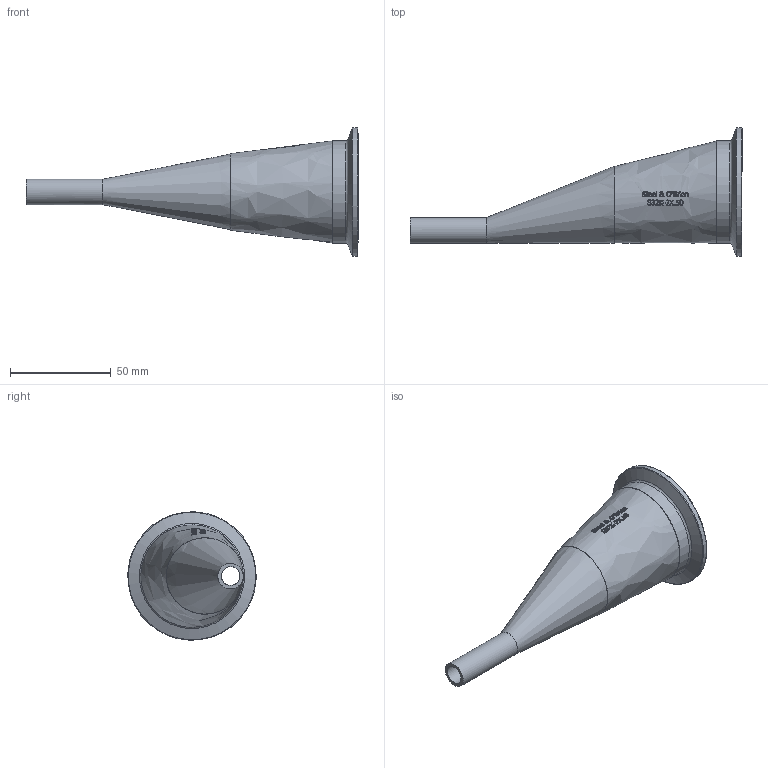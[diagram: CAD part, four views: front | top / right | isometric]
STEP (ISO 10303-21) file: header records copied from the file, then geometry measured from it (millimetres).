
FILE_DESCRIPTION(/* description */ (''),/* implementation_level */ '2;1');
FILE_NAME(/* name */ 'S32K-2X.50.stp',/* time_stamp */ '2018-11-28T09:54:07-05:00',/* author */ ('rick'),/* organization */ (''),/* preprocessor_version */ 'ST-DEVELOPER v15.2',/* originating_system */ 'Autodesk Inventor 2014',/* authorisation */ '');
FILE_SCHEMA (('AUTOMOTIVE_DESIGN { 1 0 10303 214 3 1 1 }'));
Length unit declared in the file: inch
Products named in the file (1): S32K-2X.50
Bounding box: 165.1 x 63.84 x 63.84 mm (x, y, z)
Volume: 28834.7 mm3; surface area: 32902.4 mm2
Topology: 1 solids, 1 shells, 428 faces, 1159 edges, 764 vertices
Faces by surface type: bspline 247, plane 162, torus 9, cone 5, cylinder 5
Full cylindrical faces by diameter (mm): 9.398 x1, 12.7 x1, 47.498 x1, 50.8 x1, 63.906 x1
Entity records: 17662 total; most frequent: CARTESIAN_POINT 8814, ORIENTED_EDGE 2272, EDGE_CURVE 1136, DIRECTION 998, VERTEX_POINT 760, B_SPLINE_CURVE_WITH_KNOTS 589, EDGE_LOOP 480, ADVANCED_FACE 428
